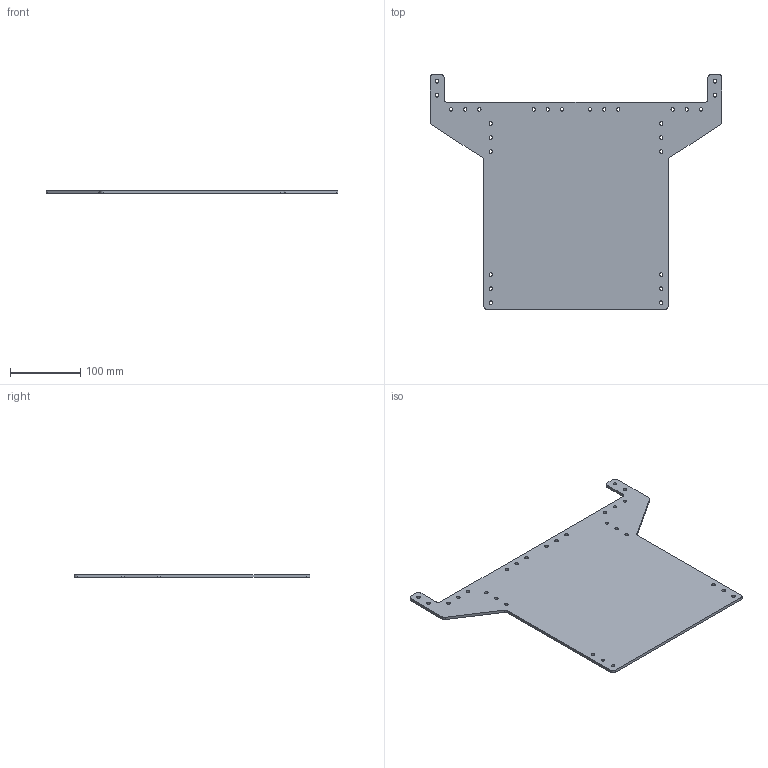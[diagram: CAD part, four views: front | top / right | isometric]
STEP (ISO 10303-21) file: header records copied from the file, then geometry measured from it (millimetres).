
FILE_DESCRIPTION (( 'STEP AP203' ), '1' );
FILE_NAME ('Top Stability Plate.STEP', '2024-02-07T16:40:52', ( '' ), ( '' ), 'SwSTEP 2.0', 'SolidWorks 2023', '' );
FILE_SCHEMA (( 'CONFIG_CONTROL_DESIGN' ));
Length unit declared in the file: millimetre
Products named in the file (1): Top Stability Plate
Bounding box: 415 x 334.75 x 4 mm (x, y, z)
Volume: 346673 mm3; surface area: 181057 mm2
Topology: 1 solids, 1 shells, 82 faces, 240 edges, 160 vertices
Faces by surface type: cylinder 68, plane 14
Entity records: 2989 total; most frequent: DIRECTION 542, CARTESIAN_POINT 483, ORIENTED_EDGE 480, EDGE_CURVE 240, AXIS2_PLACEMENT_3D 219, VERTEX_POINT 160, EDGE_LOOP 138, CIRCLE 136
